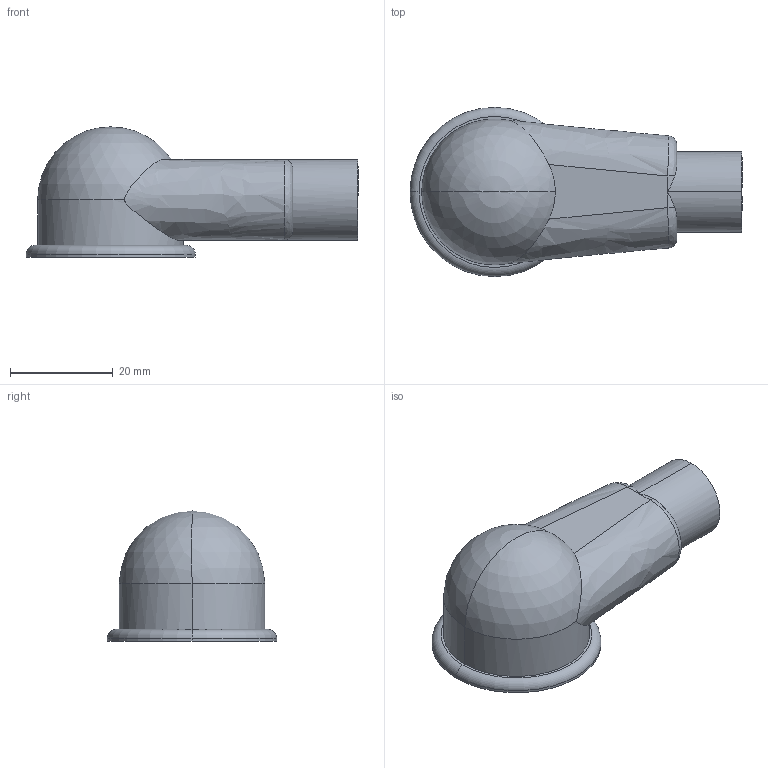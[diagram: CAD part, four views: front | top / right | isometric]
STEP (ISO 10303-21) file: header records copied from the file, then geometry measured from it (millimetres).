
FILE_DESCRIPTION (( 'STEP AP214' ), '1' );
FILE_NAME ('405N9.STEP', '2023-11-14T17:17:49', ( '' ), ( '' ), 'SwSTEP 2.0', 'SolidWorks 2023', '' );
FILE_SCHEMA (( 'AUTOMOTIVE_DESIGN' ));
Length unit declared in the file: inch
Products named in the file (1): 405N9
Bounding box: 64.77 x 33.02 x 25.4 mm (x, y, z)
Volume: 6565 mm3; surface area: 8473.5 mm2
Topology: 1 solids, 1 shells, 42 faces, 107 edges, 64 vertices
Faces by surface type: cylinder 17, plane 11, bspline 8, sphere 4, torus 2
Entity records: 2782 total; most frequent: CARTESIAN_POINT 1850, ORIENTED_EDGE 202, DIRECTION 167, EDGE_CURVE 101, AXIS2_PLACEMENT_3D 69, VERTEX_POINT 62, EDGE_LOOP 45, FACE_OUTER_BOUND 42
